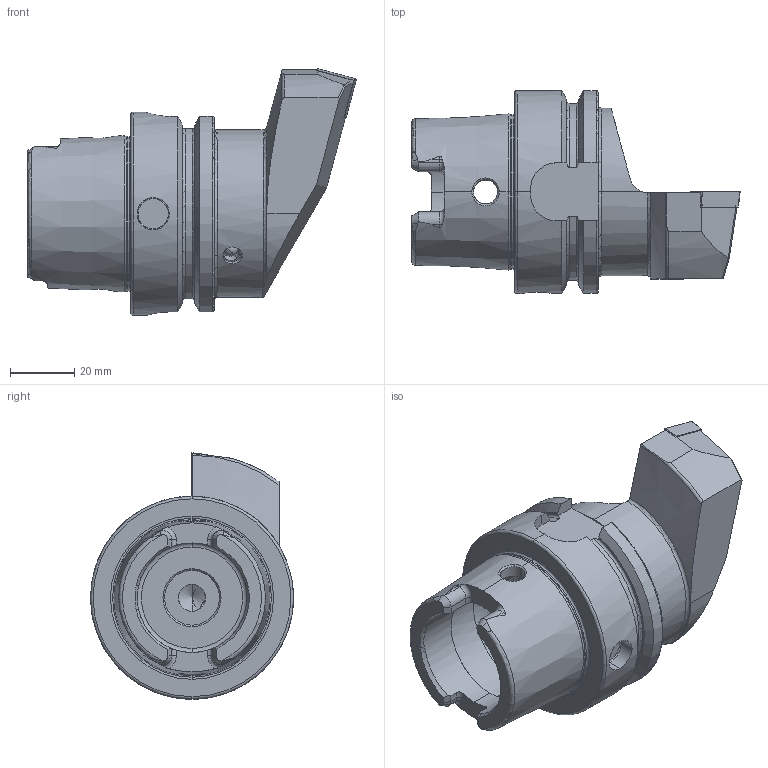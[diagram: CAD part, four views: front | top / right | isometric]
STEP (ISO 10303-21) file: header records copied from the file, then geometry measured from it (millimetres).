
FILE_DESCRIPTION (( 'STEP AP214' ), '1' );
FILE_NAME ('HA6.KSB.LBA.070.STEP', '2020-09-17T08:18:09', ( '' ), ( '' ), 'SwSTEP 2.0', 'SolidWorks 2017', '' );
FILE_SCHEMA (( 'AUTOMOTIVE_DESIGN' ));
Length unit declared in the file: millimetre
Products named in the file (5): HA6.KSB.LBA.070; WCC-ER2.001.010_A; SCMT120404; KVT_MB_600_060; HA6-KSB.LBA.070_A_Fertigbearbeitung
Assembly tree (4 placements, depth 2):
  HA6.KSB.LBA.070
    HA6-KSB.LBA.070_A_Fertigbearbeitung
    SCMT120404
    WCC-ER2.001.010_A
    KVT_MB_600_060
Bounding box: 101.9 x 63 x 76.5 mm (x, y, z)
Volume: 130769 mm3; surface area: 30626.6 mm2
Topology: 6 solids, 6 shells, 327 faces, 851 edges, 520 vertices
Faces by surface type: cylinder 90, plane 86, cone 83, torus 41, bspline 25, sphere 2
Entity records: 12613 total; most frequent: CARTESIAN_POINT 4248, ORIENTED_EDGE 1656, DIRECTION 1492, EDGE_CURVE 828, AXIS2_PLACEMENT_3D 588, VERTEX_POINT 517, EDGE_LOOP 341, FACE_OUTER_BOUND 327
